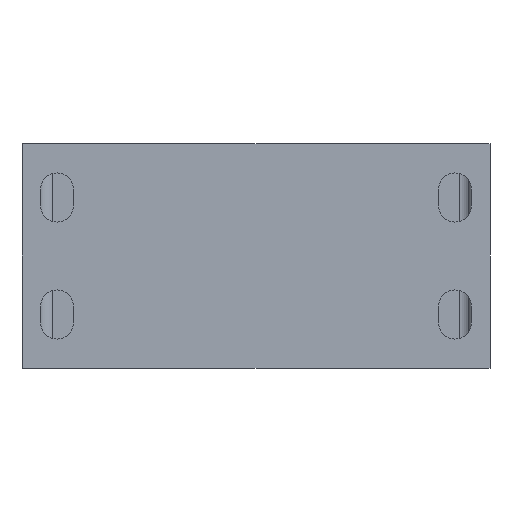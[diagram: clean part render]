
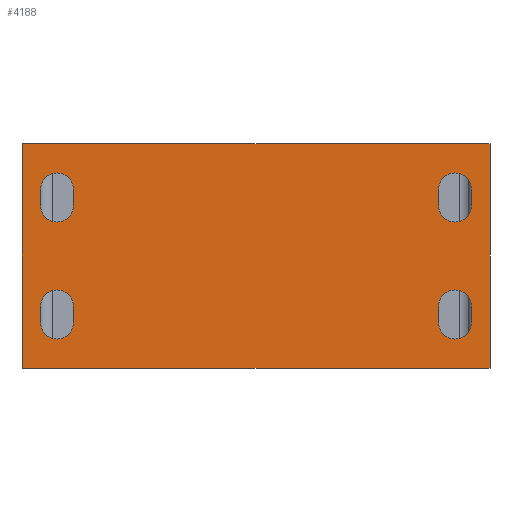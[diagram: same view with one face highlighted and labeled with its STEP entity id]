
A CAD part, front view. The second image highlights one B-rep face of the part: STEP entity #4188.
In plain terms, the highlighted planar face has unit normal (0, -1, 0).
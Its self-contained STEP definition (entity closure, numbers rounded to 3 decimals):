
#123=DIRECTION('',(1.,0.,0.));
#124=VECTOR('',#123,100.);
#125=CARTESIAN_POINT('',(-50.,-30.,-24.));
#126=LINE('',#125,#124);
#267=DIRECTION('',(-1.,0.,0.));
#268=VECTOR('',#267,100.);
#269=CARTESIAN_POINT('',(50.,-30.,24.));
#270=LINE('',#269,#268);
#798=DIRECTION('',(0.,0.,-1.));
#799=VECTOR('',#798,48.);
#800=CARTESIAN_POINT('',(-50.,-30.,24.));
#801=LINE('',#800,#799);
#826=CARTESIAN_POINT('',(42.5,-30.,10.75));
#827=DIRECTION('',(0.,-1.,0.));
#828=DIRECTION('',(-1.,0.,0.));
#829=AXIS2_PLACEMENT_3D('',#826,#827,#828);
#831=DIRECTION('',(0.,0.,1.));
#832=VECTOR('',#831,3.5);
#833=CARTESIAN_POINT('',(46.,-30.,10.75));
#834=LINE('',#833,#832);
#835=CARTESIAN_POINT('',(42.5,-30.,14.25));
#836=DIRECTION('',(0.,-1.,0.));
#837=DIRECTION('',(1.,0.,0.));
#838=AXIS2_PLACEMENT_3D('',#835,#836,#837);
#840=DIRECTION('',(0.,0.,-1.));
#841=VECTOR('',#840,3.5);
#842=CARTESIAN_POINT('',(39.,-30.,14.25));
#843=LINE('',#842,#841);
#844=CARTESIAN_POINT('',(42.5,-30.,-10.75));
#845=DIRECTION('',(0.,-1.,0.));
#846=DIRECTION('',(1.,0.,0.));
#847=AXIS2_PLACEMENT_3D('',#844,#845,#846);
#849=DIRECTION('',(0.,0.,-1.));
#850=VECTOR('',#849,3.5);
#851=CARTESIAN_POINT('',(39.,-30.,-10.75));
#852=LINE('',#851,#850);
#853=CARTESIAN_POINT('',(42.5,-30.,-14.25));
#854=DIRECTION('',(0.,-1.,0.));
#855=DIRECTION('',(-1.,0.,0.));
#856=AXIS2_PLACEMENT_3D('',#853,#854,#855);
#858=DIRECTION('',(0.,0.,1.));
#859=VECTOR('',#858,3.5);
#860=CARTESIAN_POINT('',(46.,-30.,-14.25));
#861=LINE('',#860,#859);
#862=CARTESIAN_POINT('',(-42.5,-30.,10.75));
#863=DIRECTION('',(0.,-1.,0.));
#864=DIRECTION('',(-1.,0.,0.));
#865=AXIS2_PLACEMENT_3D('',#862,#863,#864);
#867=DIRECTION('',(0.,0.,1.));
#868=VECTOR('',#867,3.5);
#869=CARTESIAN_POINT('',(-39.,-30.,10.75));
#870=LINE('',#869,#868);
#871=CARTESIAN_POINT('',(-42.5,-30.,14.25));
#872=DIRECTION('',(0.,-1.,0.));
#873=DIRECTION('',(1.,0.,0.));
#874=AXIS2_PLACEMENT_3D('',#871,#872,#873);
#876=DIRECTION('',(0.,0.,-1.));
#877=VECTOR('',#876,3.5);
#878=CARTESIAN_POINT('',(-46.,-30.,14.25));
#879=LINE('',#878,#877);
#880=CARTESIAN_POINT('',(-42.5,-30.,-10.75));
#881=DIRECTION('',(0.,-1.,0.));
#882=DIRECTION('',(1.,0.,0.));
#883=AXIS2_PLACEMENT_3D('',#880,#881,#882);
#885=DIRECTION('',(0.,0.,-1.));
#886=VECTOR('',#885,3.5);
#887=CARTESIAN_POINT('',(-46.,-30.,-10.75));
#888=LINE('',#887,#886);
#889=CARTESIAN_POINT('',(-42.5,-30.,-14.25));
#890=DIRECTION('',(0.,-1.,0.));
#891=DIRECTION('',(-1.,0.,0.));
#892=AXIS2_PLACEMENT_3D('',#889,#890,#891);
#894=DIRECTION('',(0.,0.,1.));
#895=VECTOR('',#894,3.5);
#896=CARTESIAN_POINT('',(-39.,-30.,-14.25));
#897=LINE('',#896,#895);
#902=DIRECTION('',(0.,0.,1.));
#903=VECTOR('',#902,48.);
#904=CARTESIAN_POINT('',(50.,-30.,-24.));
#905=LINE('',#904,#903);
#2463=CARTESIAN_POINT('',(-50.,-30.,-24.));
#2464=VERTEX_POINT('',#2463);
#2465=CARTESIAN_POINT('',(50.,-30.,-24.));
#2466=VERTEX_POINT('',#2465);
#2745=CARTESIAN_POINT('',(50.,-30.,24.));
#2746=CARTESIAN_POINT('',(-50.,-30.,24.));
#2747=VERTEX_POINT('',#2745);
#2748=VERTEX_POINT('',#2746);
#2817=CARTESIAN_POINT('',(39.,-30.,10.75));
#2818=CARTESIAN_POINT('',(46.,-30.,10.75));
#2819=VERTEX_POINT('',#2817);
#2820=VERTEX_POINT('',#2818);
#2821=CARTESIAN_POINT('',(46.,-30.,14.25));
#2822=VERTEX_POINT('',#2821);
#2823=CARTESIAN_POINT('',(39.,-30.,14.25));
#2824=VERTEX_POINT('',#2823);
#2825=CARTESIAN_POINT('',(46.,-30.,-10.75));
#2826=CARTESIAN_POINT('',(39.,-30.,-10.75));
#2827=VERTEX_POINT('',#2825);
#2828=VERTEX_POINT('',#2826);
#2829=CARTESIAN_POINT('',(39.,-30.,-14.25));
#2830=VERTEX_POINT('',#2829);
#2831=CARTESIAN_POINT('',(46.,-30.,-14.25));
#2832=VERTEX_POINT('',#2831);
#2833=CARTESIAN_POINT('',(-46.,-30.,10.75));
#2834=CARTESIAN_POINT('',(-39.,-30.,10.75));
#2835=VERTEX_POINT('',#2833);
#2836=VERTEX_POINT('',#2834);
#2837=CARTESIAN_POINT('',(-39.,-30.,14.25));
#2838=VERTEX_POINT('',#2837);
#2839=CARTESIAN_POINT('',(-46.,-30.,14.25));
#2840=VERTEX_POINT('',#2839);
#2841=CARTESIAN_POINT('',(-39.,-30.,-10.75));
#2842=CARTESIAN_POINT('',(-46.,-30.,-10.75));
#2843=VERTEX_POINT('',#2841);
#2844=VERTEX_POINT('',#2842);
#2845=CARTESIAN_POINT('',(-46.,-30.,-14.25));
#2846=VERTEX_POINT('',#2845);
#2847=CARTESIAN_POINT('',(-39.,-30.,-14.25));
#2848=VERTEX_POINT('',#2847);
#4136=CARTESIAN_POINT('',(0.,-30.,0.));
#4137=DIRECTION('',(0.,1.,0.));
#4138=DIRECTION('',(1.,0.,0.));
#4139=AXIS2_PLACEMENT_3D('',#4136,#4137,#4138);
#4140=PLANE('',#4139);
#4141=ORIENTED_EDGE('',*,*,#3164,.F.);
#4142=ORIENTED_EDGE('',*,*,#4087,.F.);
#4143=ORIENTED_EDGE('',*,*,#3300,.F.);
#4145=ORIENTED_EDGE('',*,*,#4144,.F.);
#4146=EDGE_LOOP('',(#4141,#4142,#4143,#4145));
#4147=FACE_OUTER_BOUND('',#4146,.F.);
#4149=ORIENTED_EDGE('',*,*,#4148,.T.);
#4151=ORIENTED_EDGE('',*,*,#4150,.T.);
#4153=ORIENTED_EDGE('',*,*,#4152,.T.);
#4155=ORIENTED_EDGE('',*,*,#4154,.T.);
#4156=EDGE_LOOP('',(#4149,#4151,#4153,#4155));
#4157=FACE_BOUND('',#4156,.F.);
#4159=ORIENTED_EDGE('',*,*,#4158,.T.);
#4161=ORIENTED_EDGE('',*,*,#4160,.T.);
#4163=ORIENTED_EDGE('',*,*,#4162,.T.);
#4165=ORIENTED_EDGE('',*,*,#4164,.T.);
#4166=EDGE_LOOP('',(#4159,#4161,#4163,#4165));
#4167=FACE_BOUND('',#4166,.F.);
#4169=ORIENTED_EDGE('',*,*,#4168,.T.);
#4171=ORIENTED_EDGE('',*,*,#4170,.T.);
#4173=ORIENTED_EDGE('',*,*,#4172,.T.);
#4175=ORIENTED_EDGE('',*,*,#4174,.T.);
#4176=EDGE_LOOP('',(#4169,#4171,#4173,#4175));
#4177=FACE_BOUND('',#4176,.F.);
#4179=ORIENTED_EDGE('',*,*,#4178,.T.);
#4181=ORIENTED_EDGE('',*,*,#4180,.T.);
#4183=ORIENTED_EDGE('',*,*,#4182,.T.);
#4185=ORIENTED_EDGE('',*,*,#4184,.T.);
#4186=EDGE_LOOP('',(#4179,#4181,#4183,#4185));
#4187=FACE_BOUND('',#4186,.F.);
#830=CIRCLE('',#829,3.5);
#839=CIRCLE('',#838,3.5);
#848=CIRCLE('',#847,3.5);
#857=CIRCLE('',#856,3.5);
#866=CIRCLE('',#865,3.5);
#875=CIRCLE('',#874,3.5);
#884=CIRCLE('',#883,3.5);
#893=CIRCLE('',#892,3.5);
#3164=EDGE_CURVE('',#2464,#2466,#126,.T.);
#3300=EDGE_CURVE('',#2747,#2748,#270,.T.);
#4087=EDGE_CURVE('',#2748,#2464,#801,.T.);
#4144=EDGE_CURVE('',#2466,#2747,#905,.T.);
#4148=EDGE_CURVE('',#2819,#2820,#830,.T.);
#4150=EDGE_CURVE('',#2820,#2822,#834,.T.);
#4152=EDGE_CURVE('',#2822,#2824,#839,.T.);
#4154=EDGE_CURVE('',#2824,#2819,#843,.T.);
#4158=EDGE_CURVE('',#2827,#2828,#848,.T.);
#4160=EDGE_CURVE('',#2828,#2830,#852,.T.);
#4162=EDGE_CURVE('',#2830,#2832,#857,.T.);
#4164=EDGE_CURVE('',#2832,#2827,#861,.T.);
#4168=EDGE_CURVE('',#2835,#2836,#866,.T.);
#4170=EDGE_CURVE('',#2836,#2838,#870,.T.);
#4172=EDGE_CURVE('',#2838,#2840,#875,.T.);
#4174=EDGE_CURVE('',#2840,#2835,#879,.T.);
#4178=EDGE_CURVE('',#2843,#2844,#884,.T.);
#4180=EDGE_CURVE('',#2844,#2846,#888,.T.);
#4182=EDGE_CURVE('',#2846,#2848,#893,.T.);
#4184=EDGE_CURVE('',#2848,#2843,#897,.T.);
#4188=ADVANCED_FACE('',(#4147,#4157,#4167,#4177,#4187),#4140,.F.);
